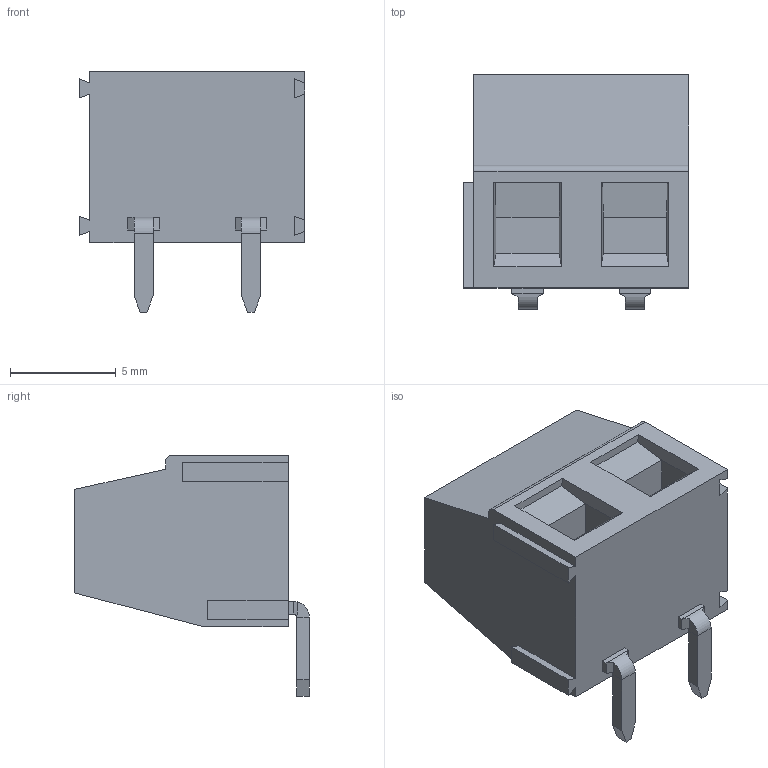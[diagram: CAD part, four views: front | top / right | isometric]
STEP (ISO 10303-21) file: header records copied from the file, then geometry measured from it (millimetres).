
FILE_DESCRIPTION (( 'STEP AP214' ), '1' );
FILE_NAME ('DG127R-5.08-02P-4Y-00AH.STEP', '2021-01-02T23:54:59', ( '' ), ( '' ), 'SwSTEP 2.0', 'SolidWorks 2020', '' );
FILE_SCHEMA (( 'AUTOMOTIVE_DESIGN' ));
Length unit declared in the file: millimetre
Products named in the file (1): DG127R-5.08-02P-4Y-00AH
Bounding box: 10.66 x 11.1 x 11.4 mm (x, y, z)
Volume: 642.1 mm3; surface area: 740 mm2
Topology: 1 solids, 1 shells, 423 faces, 1127 edges, 744 vertices
Faces by surface type: plane 243, bspline 161, cylinder 13, torus 6
Entity records: 24895 total; most frequent: CARTESIAN_POINT 11488, ORIENTED_EDGE 2254, DIRECTION 1349, EDGE_CURVE 1127, VERTEX_POINT 744, VECTOR 739, LINE 739, EDGE_LOOP 461
